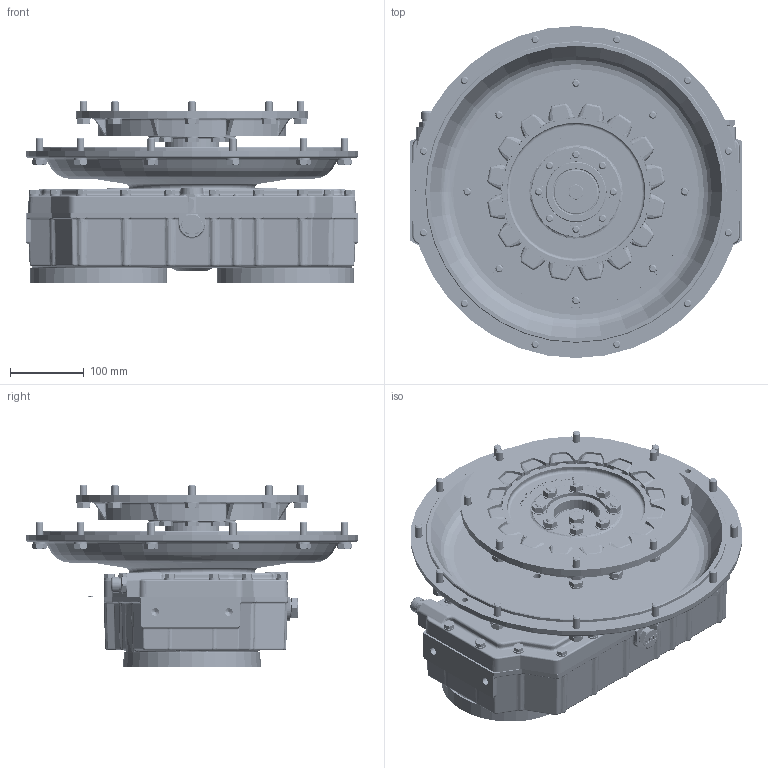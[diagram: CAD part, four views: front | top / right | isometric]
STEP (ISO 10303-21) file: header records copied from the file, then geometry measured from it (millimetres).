
FILE_DESCRIPTION (( 'STEP AP214' ), '1' );
FILE_NAME ('1029013J.STEP', '2017-05-02T13:09:00', ( 'utente' ), ( 'Hewlett-Packard Company' ), 'SwSTEP 2.0', 'SolidWorks 2015', '' );
FILE_SCHEMA (( 'AUTOMOTIVE_DESIGN' ));
Length unit declared in the file: millimetre
Products named in the file (7): IT1041036_rev00-installation; IT1071047B_rev02-installation; IT2021180_rev06-installation; ITam216-002_rev00-installation; ITam216-001_rev01-installation; ITB00110000_rev01-installation; 1029013J
Assembly tree (8 placements, depth 2):
  1029013J
    ITB00110000_rev01-installation
    ITam216-001_rev01-installation
    ITam216-002_rev00-installation
    IT2021180_rev06-installation  x2
    IT1071047B_rev02-installation
    IT1041036_rev00-installation  x2
Bounding box: 451 x 451 x 247.8 mm (x, y, z)
Volume: 5020928.8 mm3; surface area: 2056437.1 mm2
Topology: 77 solids, 163 shells, 6258 faces, 15840 edges, 10123 vertices
Faces by surface type: plane 2885, cylinder 1415, bspline 1234, cone 406, torus 308, sphere 10
Full cylindrical faces by diameter (mm): 2.5 x2, 5 x1, 8 x45, 8.5 x2, 8.8 x28, 9 x19, 10 x116, 10.5 x40, 10.7 x8, 11 x20, 12 x36, 12.2 x19, 13 x3, 14 x32, 16 x8, 16.2 x34, 17 x8, 17.2 x1, 18 x1, 18.5 x3, 19.3 x1, 20 x5, 21 x16, 21.3 x1, 22.28 x4, 23.7 x1, 24 x2, 26 x2, 26.6 x2, 42 x1
Entity records: 279132 total; most frequent: CARTESIAN_POINT 97748, ORIENTED_EDGE 25512, DIRECTION 21438, EDGE_CURVE 12761, VERTEX_POINT 8584, AXIS2_PLACEMENT_3D 7660, EDGE_LOOP 6925, FACE_OUTER_BOUND 6121
